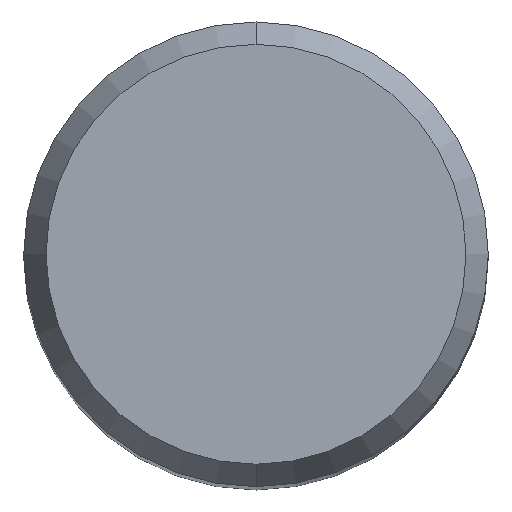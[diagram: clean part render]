
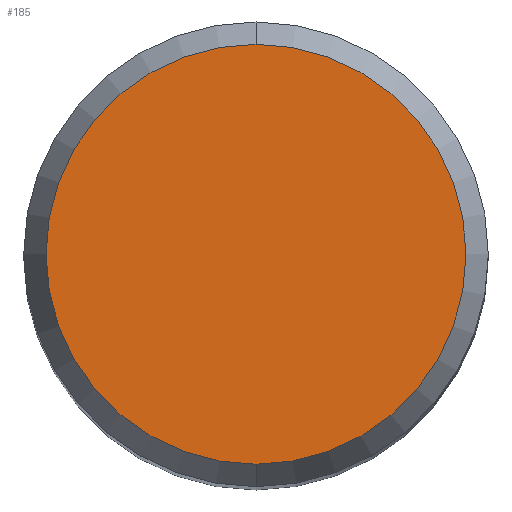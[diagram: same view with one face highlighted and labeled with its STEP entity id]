
A CAD part, top view. The second image highlights one B-rep face of the part: STEP entity #185.
In plain terms, the highlighted planar face has unit normal (0, 0, 1).
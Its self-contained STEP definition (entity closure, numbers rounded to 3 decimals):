
#131=VERTEX_POINT('',#283);
#165=EDGE_CURVE('',#131,#217,#322,.T.);
#179=EDGE_CURVE('',#217,#131,#338,.T.);
#185=ADVANCED_FACE('',(#345),#346,.T.);
#217=VERTEX_POINT('',#381);
#283=CARTESIAN_POINT('',(0.,-4.304,0.0));
#322=CIRCLE('',#507,4.304);
#338=CIRCLE('',#528,4.304);
#345=FACE_OUTER_BOUND('',#537,.T.);
#346=PLANE('',#538);
#381=CARTESIAN_POINT('',(0.0,4.304,0.0));
#507=AXIS2_PLACEMENT_3D('',#678,#679,#680);
#528=AXIS2_PLACEMENT_3D('',#709,#710,#711);
#537=EDGE_LOOP('',(#722,#723));
#538=AXIS2_PLACEMENT_3D('',#724,#725,#726);
#678=CARTESIAN_POINT('',(0.0,0.0,0.0));
#679=DIRECTION('',(0.0,0.0,-1.0));
#680=DIRECTION('',(0.0,1.0,0.0));
#709=CARTESIAN_POINT('',(0.0,0.0,0.0));
#710=DIRECTION('',(0.0,0.0,-1.0));
#711=DIRECTION('',(0.0,1.0,0.0));
#722=ORIENTED_EDGE('',*,*,#179,.F.);
#723=ORIENTED_EDGE('',*,*,#165,.F.);
#724=CARTESIAN_POINT('',(0.0,2.152,0.0));
#725=DIRECTION('',(-0.0,0.0,1.0));
#726=DIRECTION('',(0.0,-1.0,0.0));
